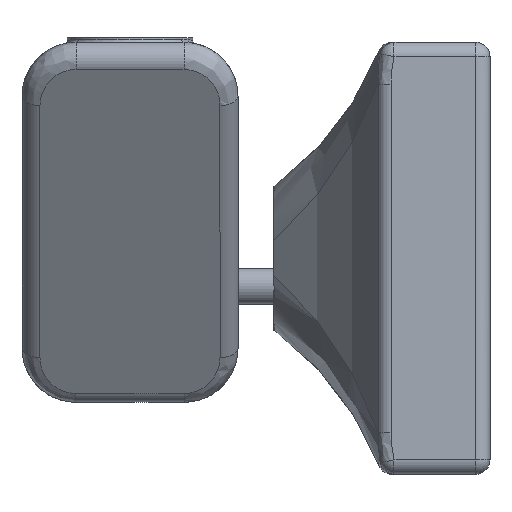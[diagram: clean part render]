
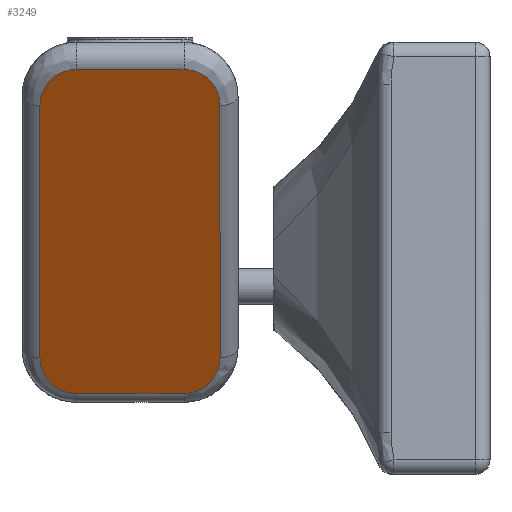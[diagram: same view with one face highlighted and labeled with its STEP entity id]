
A CAD part, left-side view. The second image highlights one B-rep face of the part: STEP entity #3249.
In plain terms, the highlighted planar face has unit normal (-0.858, 0, -0.514).
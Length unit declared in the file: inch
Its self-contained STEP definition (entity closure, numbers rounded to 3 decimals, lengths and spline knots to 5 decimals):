
#2907=CARTESIAN_POINT('',(-3.88641,2.875,-0.18931));
#2908=VERTEX_POINT('',#2907);
#2916=CARTESIAN_POINT('',(-3.88641,2.125,-0.18931));
#2917=VERTEX_POINT('',#2916);
#2918=CARTESIAN_POINT('',(-3.88641,2.875,-0.18931));
#2919=DIRECTION('',(0.0,-1.0,0.0));
#2920=VECTOR('',#2919,0.75);
#2921=LINE('',#2918,#2920);
#2922=EDGE_CURVE('',#2908,#2917,#2921,.T.);
#2978=CARTESIAN_POINT('',(-3.73641,1.875,-0.43931));
#2979=VERTEX_POINT('',#2978);
#2989=CARTESIAN_POINT('',(-3.73641,2.125,-0.43931));
#2990=DIRECTION('',(0.857,0.,0.514));
#2991=DIRECTION('',(-0.514,0.,0.857));
#2992=AXIS2_PLACEMENT_3D('',#2989,#2990,#2991);
#2993=ELLIPSE('',#2992,0.29155,0.25);
#2994=EDGE_CURVE('',#2917,#2979,#2993,.T.);
#3004=CARTESIAN_POINT('',(-2.68641,1.875,-2.18931));
#3005=VERTEX_POINT('',#3004);
#3015=CARTESIAN_POINT('',(-3.73641,1.875,-0.43931));
#3016=DIRECTION('',(0.514,0.0,-0.857));
#3017=VECTOR('',#3016,2.04083);
#3018=LINE('',#3015,#3017);
#3019=EDGE_CURVE('',#2979,#3005,#3018,.T.);
#3055=CARTESIAN_POINT('',(-2.53641,2.125,-2.43931));
#3056=VERTEX_POINT('',#3055);
#3066=CARTESIAN_POINT('',(-2.68641,2.125,-2.18931));
#3067=DIRECTION('',(0.857,0.,0.514));
#3068=DIRECTION('',(0.514,0.0,-0.857));
#3069=AXIS2_PLACEMENT_3D('',#3066,#3067,#3068);
#3070=ELLIPSE('',#3069,0.29155,0.25);
#3071=EDGE_CURVE('',#3005,#3056,#3070,.T.);
#3081=CARTESIAN_POINT('',(-2.53641,2.875,-2.43931));
#3082=VERTEX_POINT('',#3081);
#3092=CARTESIAN_POINT('',(-2.53641,2.125,-2.43931));
#3093=DIRECTION('',(0.0,1.0,0.0));
#3094=VECTOR('',#3093,0.75);
#3095=LINE('',#3092,#3094);
#3096=EDGE_CURVE('',#3056,#3082,#3095,.T.);
#3132=CARTESIAN_POINT('',(-2.68641,3.125,-2.18931));
#3133=VERTEX_POINT('',#3132);
#3143=CARTESIAN_POINT('',(-2.68641,2.875,-2.18931));
#3144=DIRECTION('',(0.857,0.,0.514));
#3145=DIRECTION('',(0.514,0.,-0.857));
#3146=AXIS2_PLACEMENT_3D('',#3143,#3144,#3145);
#3147=ELLIPSE('',#3146,0.29155,0.25);
#3148=EDGE_CURVE('',#3082,#3133,#3147,.T.);
#3158=CARTESIAN_POINT('',(-3.73641,3.125,-0.43931));
#3159=VERTEX_POINT('',#3158);
#3169=CARTESIAN_POINT('',(-2.68641,3.125,-2.18931));
#3170=DIRECTION('',(-0.514,0.0,0.857));
#3171=VECTOR('',#3170,2.04083);
#3172=LINE('',#3169,#3171);
#3173=EDGE_CURVE('',#3133,#3159,#3172,.T.);
#3224=CARTESIAN_POINT('',(-3.73641,2.875,-0.43931));
#3225=DIRECTION('',(0.857,0.,0.514));
#3226=DIRECTION('',(-0.514,0.,0.857));
#3227=AXIS2_PLACEMENT_3D('',#3224,#3225,#3226);
#3228=ELLIPSE('',#3227,0.29155,0.25);
#3229=EDGE_CURVE('',#3159,#2908,#3228,.T.);
#3234=CARTESIAN_POINT('',(-4.0,3.25,0.0));
#3235=DIRECTION('',(0.857,0.,0.514));
#3236=DIRECTION('',(0.514,0.0,-0.857));
#3237=AXIS2_PLACEMENT_3D('',#3234,#3235,#3236);
#3238=PLANE('',#3237);
#3239=ORIENTED_EDGE('',*,*,#2922,.F.);
#3240=ORIENTED_EDGE('',*,*,#3229,.F.);
#3241=ORIENTED_EDGE('',*,*,#3173,.F.);
#3242=ORIENTED_EDGE('',*,*,#3148,.F.);
#3243=ORIENTED_EDGE('',*,*,#3096,.F.);
#3244=ORIENTED_EDGE('',*,*,#3071,.F.);
#3245=ORIENTED_EDGE('',*,*,#3019,.F.);
#3246=ORIENTED_EDGE('',*,*,#2994,.F.);
#3247=EDGE_LOOP('',(#3239,#3240,#3241,#3242,#3243,#3244,#3245,#3246));
#3248=FACE_OUTER_BOUND('',#3247,.T.);
#3249=ADVANCED_FACE('',(#3248),#3238,.F.);
